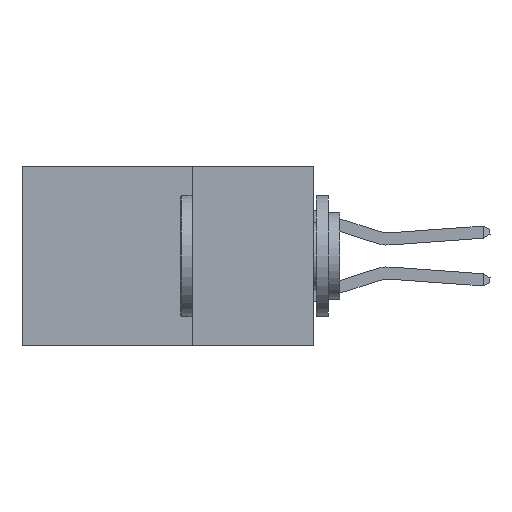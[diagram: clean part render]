
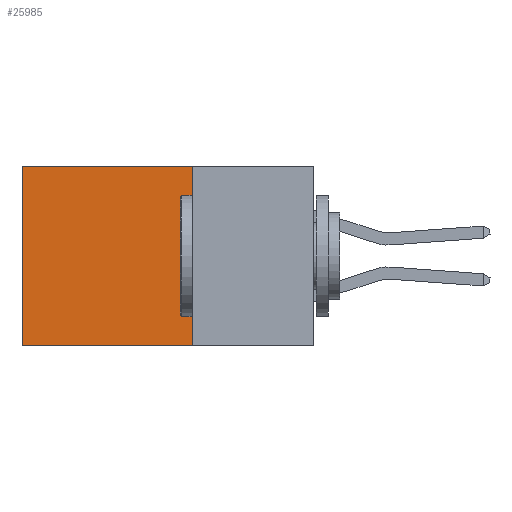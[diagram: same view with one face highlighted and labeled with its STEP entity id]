
A CAD part, left-side view. The second image highlights one B-rep face of the part: STEP entity #25985.
In plain terms, the highlighted planar face has unit normal (-1, 0, 0).
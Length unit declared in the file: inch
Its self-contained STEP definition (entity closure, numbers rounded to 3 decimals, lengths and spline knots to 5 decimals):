
#121 = EDGE_CURVE ( 'NONE', #9822, #1711, #7771, .T. ) ;
#1711 = VERTEX_POINT ( 'NONE', #17615 ) ;
#3091 = EDGE_CURVE ( 'NONE', #5512, #9822, #18370, .T. ) ;
#5512 = VERTEX_POINT ( 'NONE', #20107 ) ;
#5960 = LINE ( 'NONE', #23317, #24802 ) ;
#6910 = VECTOR ( 'NONE', #9428, 39.37008 ) ;
#7771 = LINE ( 'NONE', #8021, #12863 ) ;
#7804 = FACE_OUTER_BOUND ( 'NONE', #9173, .T. ) ;
#8021 = CARTESIAN_POINT ( 'NONE',  ( 0.2875, 0.25, -0.37 ) ) ;
#8357 = DIRECTION ( 'NONE',  ( 0., 1., 0. ) ) ;
#8450 = PLANE ( 'NONE',  #20575 ) ;
#9173 = EDGE_LOOP ( 'NONE', ( #23072, #10326, #21924, #21572 ) ) ;
#9428 = DIRECTION ( 'NONE',  ( 0., 0., -1. ) ) ;
#9822 = VERTEX_POINT ( 'NONE', #22545 ) ;
#10326 = ORIENTED_EDGE ( 'NONE', *, *, #121, .F. ) ;
#11141 = CARTESIAN_POINT ( 'NONE',  ( 0.2875, 0.6, 0. ) ) ;
#12355 = DIRECTION ( 'NONE',  ( 0., 1., 0. ) ) ;
#12863 = VECTOR ( 'NONE', #12355, 39.37008 ) ;
#12952 = EDGE_CURVE ( 'NONE', #17147, #1711, #13211, .T. ) ;
#13211 = LINE ( 'NONE', #27304, #22945 ) ;
#14835 = DIRECTION ( 'NONE',  ( 0., 0., -1. ) ) ;
#15250 = DIRECTION ( 'NONE',  ( 0., 0., -1. ) ) ;
#15523 = CARTESIAN_POINT ( 'NONE',  ( 0.2875, 0.25, 0. ) ) ;
#17147 = VERTEX_POINT ( 'NONE', #11141 ) ;
#17423 = DIRECTION ( 'NONE',  ( 1., 0., 0. ) ) ;
#17615 = CARTESIAN_POINT ( 'NONE',  ( 0.2875, 0.6, -0.37 ) ) ;
#18030 = EDGE_CURVE ( 'NONE', #5512, #17147, #5960, .T. ) ;
#18370 = LINE ( 'NONE', #22312, #6910 ) ;
#20107 = CARTESIAN_POINT ( 'NONE',  ( 0.2875, 0.25, 0. ) ) ;
#20575 = AXIS2_PLACEMENT_3D ( 'NONE', #15523, #17423, #15250 ) ;
#21572 = ORIENTED_EDGE ( 'NONE', *, *, #18030, .T. ) ;
#21924 = ORIENTED_EDGE ( 'NONE', *, *, #3091, .F. ) ;
#22312 = CARTESIAN_POINT ( 'NONE',  ( 0.2875, 0.25, 0. ) ) ;
#22545 = CARTESIAN_POINT ( 'NONE',  ( 0.2875, 0.25, -0.37 ) ) ;
#22945 = VECTOR ( 'NONE', #14835, 39.37008 ) ;
#23072 = ORIENTED_EDGE ( 'NONE', *, *, #12952, .T. ) ;
#23317 = CARTESIAN_POINT ( 'NONE',  ( 0.2875, 0.25, 0. ) ) ;
#24802 = VECTOR ( 'NONE', #8357, 39.37008 ) ;
#25985 = ADVANCED_FACE ( 'NONE', ( #7804 ), #8450, .F. ) ;
#27304 = CARTESIAN_POINT ( 'NONE',  ( 0.2875, 0.6, 0. ) ) ;
